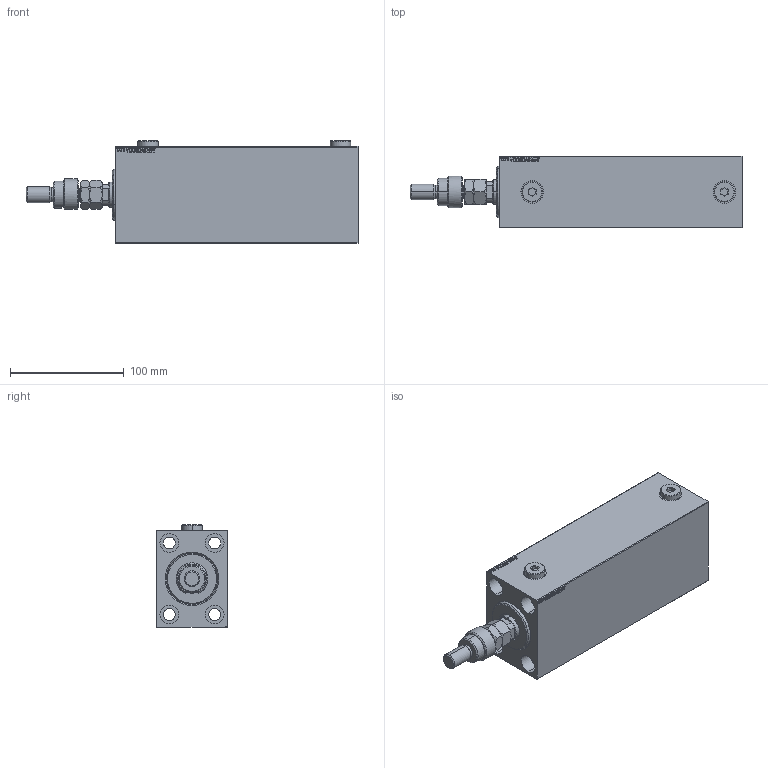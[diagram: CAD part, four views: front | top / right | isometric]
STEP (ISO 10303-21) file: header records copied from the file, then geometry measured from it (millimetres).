
FILE_DESCRIPTION (( 'STEP AP203' ), '1' );
FILE_NAME ('7cea.STEP', '2024-02-13T01:31:52', ( '' ), ( '' ), 'SwSTEP 2.0', 'SolidWorks 2019', '' );
FILE_SCHEMA (( 'CONFIG_CONTROL_DESIGN' ));
Length unit declared in the file: millimetre
Products named in the file (8): DFA 2d77d81d7bb4eed09576f88cc52f8eaa; Zatka_OIL_PORT 2d77d81d7bb4eed09576f88cc52f8eaa; V450CM_C_VCP 2d77d81d7bb4eed09576f88cc52f8eaa; V450CM_VC_B 2d77d81d7bb4eed09576f88cc52f8eaa; MFA 2d77d81d7bb4eed09576f88cc52f8eaa; FEMALE_PART_FOR_DFA 2d77d81d7bb4eed09576f88cc52f8eaa; V450CM_C_Body 2d77d81d7bb4eed09576f88cc52f8eaa; 7cea
Assembly tree (8 placements, depth 3):
  7cea
    V450CM_C_Body 2d77d81d7bb4eed09576f88cc52f8eaa
    V450CM_C_VCP 2d77d81d7bb4eed09576f88cc52f8eaa
    V450CM_VC_B 2d77d81d7bb4eed09576f88cc52f8eaa
    DFA 2d77d81d7bb4eed09576f88cc52f8eaa
      FEMALE_PART_FOR_DFA 2d77d81d7bb4eed09576f88cc52f8eaa
      MFA 2d77d81d7bb4eed09576f88cc52f8eaa
    Zatka_OIL_PORT 2d77d81d7bb4eed09576f88cc52f8eaa  x2
Bounding box: 292 x 63 x 89.9 mm (x, y, z)
Volume: 945497.3 mm3; surface area: 165793.7 mm2
Topology: 7 solids, 7 shells, 1001 faces, 2510 edges, 1641 vertices
Faces by surface type: plane 470, bspline 380, cylinder 89, cone 58, torus 4
Entity records: 48042 total; most frequent: CARTESIAN_POINT 26141, ORIENTED_EDGE 4936, DIRECTION 3094, EDGE_CURVE 2468, VERTEX_POINT 1617, LINE 1410, VECTOR 1410, EDGE_LOOP 1119
